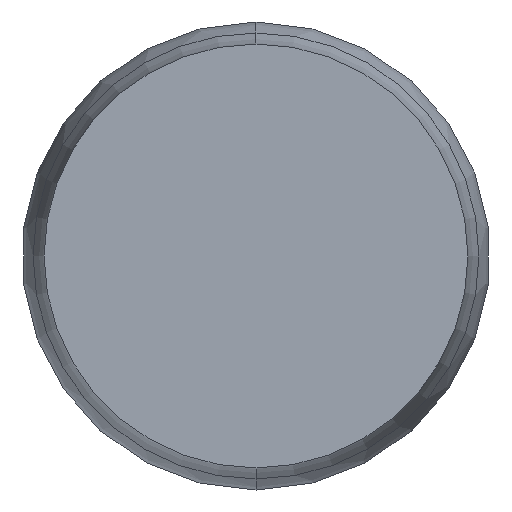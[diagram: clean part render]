
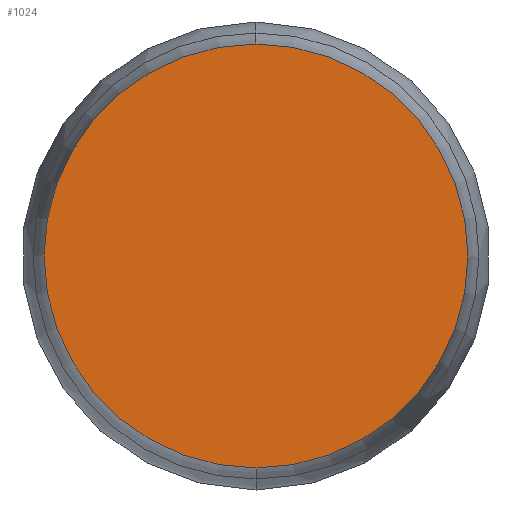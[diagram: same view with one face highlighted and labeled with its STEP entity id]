
A CAD part, left-side view. The second image highlights one B-rep face of the part: STEP entity #1024.
In plain terms, the highlighted planar face has unit normal (-1, 0, 0).
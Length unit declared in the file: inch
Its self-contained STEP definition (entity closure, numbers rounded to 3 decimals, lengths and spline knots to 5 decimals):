
#67 = FACE_OUTER_BOUND ( 'NONE', #1104, .T. ) ;
#146 = CARTESIAN_POINT ( 'NONE',  ( -0.952, 0.0171, 0. ) ) ;
#219 = DIRECTION ( 'NONE',  ( 0., 0., 1. ) ) ;
#264 = DIRECTION ( 'NONE',  ( -1., 0., 0. ) ) ;
#409 = CARTESIAN_POINT ( 'NONE',  ( -0.952, 0., 0.01775 ) ) ;
#652 = CARTESIAN_POINT ( 'NONE',  ( -0.952, 0., 0. ) ) ;
#653 = DIRECTION ( 'NONE',  ( 1., 0., 0. ) ) ;
#654 = DIRECTION ( 'NONE',  ( 0., 0., -1. ) ) ;
#734 = VERTEX_POINT ( 'NONE', #409 ) ;
#755 = CARTESIAN_POINT ( 'NONE',  ( -0.952, 0., -0.01775 ) ) ;
#757 = EDGE_CURVE ( 'NONE', #734, #936, #762, .T. ) ;
#762 = CIRCLE ( 'NONE', #955, 0.01775 ) ;
#789 = EDGE_CURVE ( 'NONE', #936, #734, #928, .T. ) ;
#824 = ORIENTED_EDGE ( 'NONE', *, *, #789, .F. ) ;
#858 = CARTESIAN_POINT ( 'NONE',  ( -0.952, 0., 0. ) ) ;
#863 = DIRECTION ( 'NONE',  ( 1., 0., 0. ) ) ;
#865 = DIRECTION ( 'NONE',  ( 0., 0., -1. ) ) ;
#928 = CIRCLE ( 'NONE', #947, 0.01775 ) ;
#936 = VERTEX_POINT ( 'NONE', #755 ) ;
#947 = AXIS2_PLACEMENT_3D ( 'NONE', #858, #863, #865 ) ;
#955 = AXIS2_PLACEMENT_3D ( 'NONE', #652, #653, #654 ) ;
#1024 = ADVANCED_FACE ( 'NONE', ( #67 ), #1308, .T. ) ;
#1104 = EDGE_LOOP ( 'NONE', ( #824, #1176 ) ) ;
#1176 = ORIENTED_EDGE ( 'NONE', *, *, #757, .F. ) ;
#1220 = AXIS2_PLACEMENT_3D ( 'NONE', #146, #264, #219 ) ;
#1308 = PLANE ( 'NONE',  #1220 ) ;
